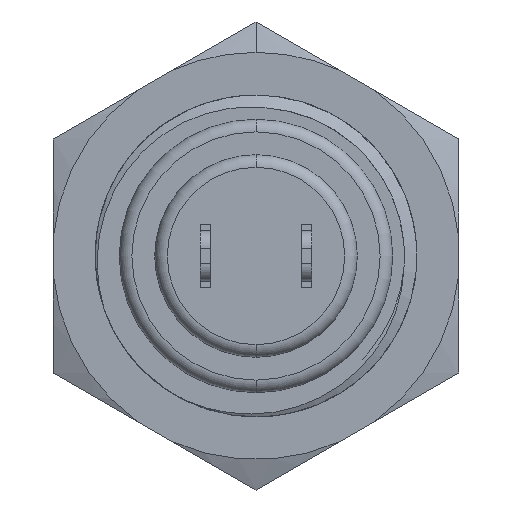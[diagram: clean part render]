
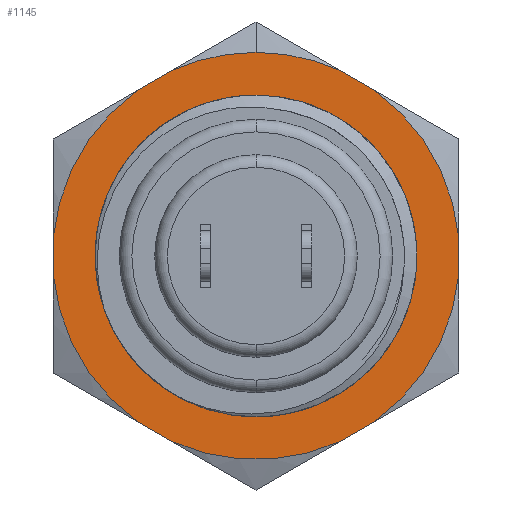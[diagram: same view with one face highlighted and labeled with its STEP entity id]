
A CAD part, front view. The second image highlights one B-rep face of the part: STEP entity #1145.
In plain terms, the highlighted planar face has unit normal (0, -1, 0).
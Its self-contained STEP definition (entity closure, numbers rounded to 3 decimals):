
#17 = VECTOR ( 'NONE', #68, 1000. ) ;
#68 = DIRECTION ( 'NONE',  ( 0.866, 0., -0.5 ) ) ;
#113 = ORIENTED_EDGE ( 'NONE', *, *, #3888, .F. ) ;
#116 = ORIENTED_EDGE ( 'NONE', *, *, #7889, .F. ) ;
#188 = CARTESIAN_POINT ( 'NONE',  ( 0., 10.2, 0. ) ) ;
#224 = ORIENTED_EDGE ( 'NONE', *, *, #231, .F. ) ;
#231 = EDGE_CURVE ( 'NONE', #10045, #8097, #12598, .T. ) ;
#399 = CARTESIAN_POINT ( 'NONE',  ( 0., 10.2, 0. ) ) ;
#411 = FACE_OUTER_BOUND ( 'NONE', #11297, .T. ) ;
#438 = VERTEX_POINT ( 'NONE', #2360 ) ;
#484 = CARTESIAN_POINT ( 'NONE',  ( -8., 10.2, 4.619 ) ) ;
#778 = CARTESIAN_POINT ( 'NONE',  ( -8., 10.2, -0.777 ) ) ;
#937 = LINE ( 'NONE', #5990, #8496 ) ;
#1041 = CARTESIAN_POINT ( 'NONE',  ( 0., 10.2, 8.038 ) ) ;
#1064 = EDGE_CURVE ( 'NONE', #5541, #10045, #8592, .T. ) ;
#1120 = ORIENTED_EDGE ( 'NONE', *, *, #2947, .F. ) ;
#1145 = ADVANCED_FACE ( 'NONE', ( #4408, #411 ), #4599, .T. ) ;
#1206 = AXIS2_PLACEMENT_3D ( 'NONE', #399, #3034, #4397 ) ;
#1309 = DIRECTION ( 'NONE',  ( 0., -1., 0. ) ) ;
#1383 = EDGE_CURVE ( 'NONE', #11781, #10335, #10866, .T. ) ;
#1588 = CARTESIAN_POINT ( 'NONE',  ( 0., 10.2, -9.238 ) ) ;
#1591 = CARTESIAN_POINT ( 'NONE',  ( -3.327, 10.2, 7.316 ) ) ;
#1625 = ORIENTED_EDGE ( 'NONE', *, *, #9917, .F. ) ;
#1644 = CARTESIAN_POINT ( 'NONE',  ( -4.673, 10.2, -6.54 ) ) ;
#1876 = CARTESIAN_POINT ( 'NONE',  ( 0., 10.2, 0. ) ) ;
#2071 = DIRECTION ( 'NONE',  ( 0., 0., 1. ) ) ;
#2229 = DIRECTION ( 'NONE',  ( 0., 0., 1. ) ) ;
#2277 = ORIENTED_EDGE ( 'NONE', *, *, #1064, .F. ) ;
#2325 = AXIS2_PLACEMENT_3D ( 'NONE', #6695, #5463, #3478 ) ;
#2360 = CARTESIAN_POINT ( 'NONE',  ( 4.673, 10.2, -6.54 ) ) ;
#2492 = VERTEX_POINT ( 'NONE', #10470 ) ;
#2573 = DIRECTION ( 'NONE',  ( 0., 1., 0. ) ) ;
#2696 = EDGE_CURVE ( 'NONE', #3849, #9815, #6456, .T. ) ;
#2804 = ORIENTED_EDGE ( 'NONE', *, *, #1383, .T. ) ;
#2807 = ORIENTED_EDGE ( 'NONE', *, *, #2696, .T. ) ;
#2942 = AXIS2_PLACEMENT_3D ( 'NONE', #10494, #2573, #4535 ) ;
#2947 = EDGE_CURVE ( 'NONE', #2492, #438, #12556, .T. ) ;
#3034 = DIRECTION ( 'NONE',  ( 0., -1., 0. ) ) ;
#3368 = EDGE_LOOP ( 'NONE', ( #1625, #8145 ) ) ;
#3478 = DIRECTION ( 'NONE',  ( 0., 0., -1. ) ) ;
#3592 = VERTEX_POINT ( 'NONE', #10941 ) ;
#3694 = VECTOR ( 'NONE', #2071, 1000. ) ;
#3715 = AXIS2_PLACEMENT_3D ( 'NONE', #6724, #5864, #3961 ) ;
#3849 = VERTEX_POINT ( 'NONE', #9078 ) ;
#3888 = EDGE_CURVE ( 'NONE', #12588, #9106, #9655, .T. ) ;
#3961 = DIRECTION ( 'NONE',  ( 0., 0., 1. ) ) ;
#3987 = AXIS2_PLACEMENT_3D ( 'NONE', #1876, #4107, #8092 ) ;
#4067 = CARTESIAN_POINT ( 'NONE',  ( -8., 10.2, -4.619 ) ) ;
#4107 = DIRECTION ( 'NONE',  ( 0., 1., 0. ) ) ;
#4397 = DIRECTION ( 'NONE',  ( 0., 0., -1. ) ) ;
#4408 = FACE_BOUND ( 'NONE', #3368, .T. ) ;
#4535 = DIRECTION ( 'NONE',  ( 0., 0., 1. ) ) ;
#4599 = PLANE ( 'NONE',  #2325 ) ;
#4685 = ORIENTED_EDGE ( 'NONE', *, *, #5136, .F. ) ;
#4715 = EDGE_CURVE ( 'NONE', #3592, #438, #5775, .T. ) ;
#4825 = DIRECTION ( 'NONE',  ( 0., 1., 0. ) ) ;
#5072 = VECTOR ( 'NONE', #6635, 1000. ) ;
#5106 = VERTEX_POINT ( 'NONE', #8991 ) ;
#5136 = EDGE_CURVE ( 'NONE', #3592, #10335, #7155, .T. ) ;
#5187 = VECTOR ( 'NONE', #10582, 1000. ) ;
#5276 = AXIS2_PLACEMENT_3D ( 'NONE', #8140, #6063, #10055 ) ;
#5448 = ORIENTED_EDGE ( 'NONE', *, *, #6414, .F. ) ;
#5463 = DIRECTION ( 'NONE',  ( 0., -1., 0. ) ) ;
#5541 = VERTEX_POINT ( 'NONE', #1591 ) ;
#5775 = LINE ( 'NONE', #1588, #5072 ) ;
#5864 = DIRECTION ( 'NONE',  ( 0., 1., 0. ) ) ;
#5927 = CARTESIAN_POINT ( 'NONE',  ( 8., 10.2, 0.777 ) ) ;
#5990 = CARTESIAN_POINT ( 'NONE',  ( 0., 10.2, 9.238 ) ) ;
#6063 = DIRECTION ( 'NONE',  ( 0., 1., 0. ) ) ;
#6077 = CARTESIAN_POINT ( 'NONE',  ( 0., 10.2, 0. ) ) ;
#6137 = CARTESIAN_POINT ( 'NONE',  ( 8., 10.2, -4.619 ) ) ;
#6414 = EDGE_CURVE ( 'NONE', #11781, #9815, #6969, .T. ) ;
#6456 = LINE ( 'NONE', #484, #12749 ) ;
#6635 = DIRECTION ( 'NONE',  ( 0.866, 0., 0.5 ) ) ;
#6659 = CIRCLE ( 'NONE', #3715, 8.038 ) ;
#6695 = CARTESIAN_POINT ( 'NONE',  ( 0., 10.2, 0. ) ) ;
#6724 = CARTESIAN_POINT ( 'NONE',  ( 0., 10.2, 0. ) ) ;
#6914 = AXIS2_PLACEMENT_3D ( 'NONE', #6077, #4825, #11896 ) ;
#6969 = CIRCLE ( 'NONE', #8639, 8.038 ) ;
#7155 = CIRCLE ( 'NONE', #5276, 8.038 ) ;
#7214 = DIRECTION ( 'NONE',  ( 0., 1., 0. ) ) ;
#7266 = EDGE_CURVE ( 'NONE', #12588, #8097, #12491, .T. ) ;
#7268 = DIRECTION ( 'NONE',  ( 0., 0., -1. ) ) ;
#7574 = CARTESIAN_POINT ( 'NONE',  ( 8., 10.2, 4.619 ) ) ;
#7889 = EDGE_CURVE ( 'NONE', #3849, #11926, #6659, .T. ) ;
#8052 = CARTESIAN_POINT ( 'NONE',  ( 0., 10.2, 0. ) ) ;
#8083 = CIRCLE ( 'NONE', #11214, 6.35 ) ;
#8092 = DIRECTION ( 'NONE',  ( 0., 0., 1. ) ) ;
#8097 = VERTEX_POINT ( 'NONE', #12145 ) ;
#8140 = CARTESIAN_POINT ( 'NONE',  ( 0., 10.2, 0. ) ) ;
#8145 = ORIENTED_EDGE ( 'NONE', *, *, #10771, .F. ) ;
#8306 = CIRCLE ( 'NONE', #1206, 6.35 ) ;
#8496 = VECTOR ( 'NONE', #9914, 1000. ) ;
#8592 = CIRCLE ( 'NONE', #2942, 8.038 ) ;
#8639 = AXIS2_PLACEMENT_3D ( 'NONE', #11786, #12646, #10797 ) ;
#8991 = CARTESIAN_POINT ( 'NONE',  ( 0., 10.2, 6.35 ) ) ;
#8992 = CARTESIAN_POINT ( 'NONE',  ( 0., 10.2, -6.35 ) ) ;
#9036 = EDGE_CURVE ( 'NONE', #5541, #11926, #937, .T. ) ;
#9045 = CARTESIAN_POINT ( 'NONE',  ( 4.673, 10.2, 6.54 ) ) ;
#9078 = CARTESIAN_POINT ( 'NONE',  ( -8., 10.2, 0.777 ) ) ;
#9106 = VERTEX_POINT ( 'NONE', #5927 ) ;
#9655 = CIRCLE ( 'NONE', #3987, 8.038 ) ;
#9784 = ORIENTED_EDGE ( 'NONE', *, *, #4715, .T. ) ;
#9815 = VERTEX_POINT ( 'NONE', #778 ) ;
#9883 = AXIS2_PLACEMENT_3D ( 'NONE', #8052, #7214, #2229 ) ;
#9914 = DIRECTION ( 'NONE',  ( -0.866, 0., -0.5 ) ) ;
#9917 = EDGE_CURVE ( 'NONE', #5106, #12231, #8083, .T. ) ;
#10045 = VERTEX_POINT ( 'NONE', #1041 ) ;
#10055 = DIRECTION ( 'NONE',  ( 0., 0., 1. ) ) ;
#10261 = CARTESIAN_POINT ( 'NONE',  ( -4.673, 10.2, 6.54 ) ) ;
#10335 = VERTEX_POINT ( 'NONE', #12743 ) ;
#10380 = DIRECTION ( 'NONE',  ( 0., 0., -1. ) ) ;
#10470 = CARTESIAN_POINT ( 'NONE',  ( 8., 10.2, -0.777 ) ) ;
#10492 = EDGE_CURVE ( 'NONE', #2492, #9106, #12024, .T. ) ;
#10494 = CARTESIAN_POINT ( 'NONE',  ( 0., 10.2, 0. ) ) ;
#10582 = DIRECTION ( 'NONE',  ( -0.866, 0., 0.5 ) ) ;
#10771 = EDGE_CURVE ( 'NONE', #12231, #5106, #8306, .T. ) ;
#10797 = DIRECTION ( 'NONE',  ( 0., 0., 1. ) ) ;
#10866 = LINE ( 'NONE', #4067, #17 ) ;
#10941 = CARTESIAN_POINT ( 'NONE',  ( 3.327, 10.2, -7.316 ) ) ;
#10969 = ORIENTED_EDGE ( 'NONE', *, *, #9036, .T. ) ;
#11214 = AXIS2_PLACEMENT_3D ( 'NONE', #188, #1309, #7268 ) ;
#11297 = EDGE_LOOP ( 'NONE', ( #9784, #1120, #12499, #113, #12432, #224, #2277, #10969, #116, #2807, #5448, #2804, #4685 ) ) ;
#11781 = VERTEX_POINT ( 'NONE', #1644 ) ;
#11786 = CARTESIAN_POINT ( 'NONE',  ( 0., 10.2, 0. ) ) ;
#11896 = DIRECTION ( 'NONE',  ( 0., 0., 1. ) ) ;
#11926 = VERTEX_POINT ( 'NONE', #10261 ) ;
#12024 = LINE ( 'NONE', #6137, #3694 ) ;
#12145 = CARTESIAN_POINT ( 'NONE',  ( 3.327, 10.2, 7.316 ) ) ;
#12231 = VERTEX_POINT ( 'NONE', #8992 ) ;
#12432 = ORIENTED_EDGE ( 'NONE', *, *, #7266, .T. ) ;
#12491 = LINE ( 'NONE', #7574, #5187 ) ;
#12499 = ORIENTED_EDGE ( 'NONE', *, *, #10492, .T. ) ;
#12556 = CIRCLE ( 'NONE', #6914, 8.038 ) ;
#12588 = VERTEX_POINT ( 'NONE', #9045 ) ;
#12598 = CIRCLE ( 'NONE', #9883, 8.038 ) ;
#12646 = DIRECTION ( 'NONE',  ( 0., 1., 0. ) ) ;
#12743 = CARTESIAN_POINT ( 'NONE',  ( -3.327, 10.2, -7.316 ) ) ;
#12749 = VECTOR ( 'NONE', #10380, 1000. ) ;
